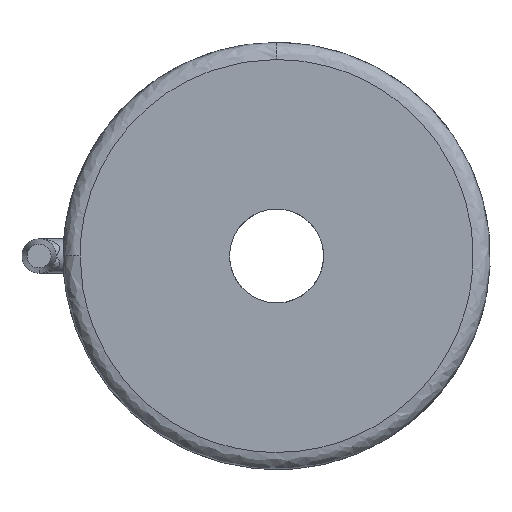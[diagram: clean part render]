
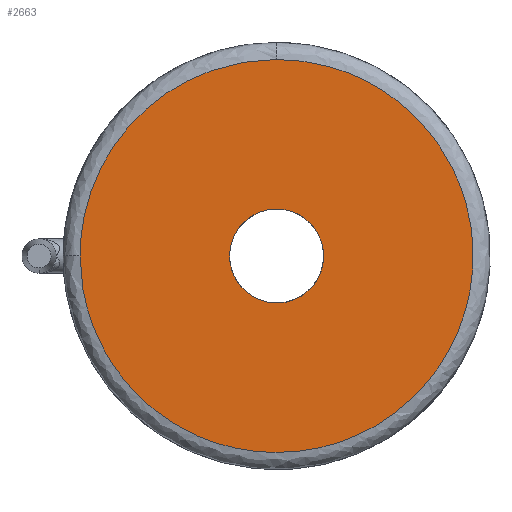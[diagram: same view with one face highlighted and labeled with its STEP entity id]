
A CAD part, front view. The second image highlights one B-rep face of the part: STEP entity #2663.
In plain terms, the highlighted planar face has unit normal (0, -1, 0).
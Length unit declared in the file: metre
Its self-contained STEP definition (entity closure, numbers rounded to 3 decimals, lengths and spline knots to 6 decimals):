
#1866=VERTEX_POINT('',#1867);
#1867=CARTESIAN_POINT('',(0.0,-0.002,0.0115));
#1875=CARTESIAN_POINT('',(-0.0115,-0.002,0.0));
#1877=EDGE_CURVE('',#1878,#1866,#1880,.T.);
#1878=VERTEX_POINT('',#1879);
#1879=CARTESIAN_POINT('',(-0.0115,-0.002,
  0.));
#1880=B_SPLINE_CURVE_WITH_KNOTS('',2,(#1875,#1881,#1882,#1883,#1884,#1885,
  #1886,#1887,#1888,#1889,#1890,#1891,#1892,#1893,#1894,#1895,#1896,
  #1897,#1898,#1899,#1900,#1901,#1902,#1903,#1904,#1905,#1906,#1907,
  #1908,#1909,#1910,#1911,#1912),.UNSPECIFIED.,.F.,.U.,(3,2,2,2,2,2,2,2,
  2,2,2,2,2,2,2,2,3),(0.0,0.0625,0.125,0.1875,0.25,0.3125,0.375,0.4375,
  0.5,0.5625,0.625,0.6875,0.75,0.8125,0.875,0.9375,1.0),.UNSPECIFIED.);
#1881=CARTESIAN_POINT('',(-0.0115,-0.002,-0.001706));
#1882=CARTESIAN_POINT('',(-0.011005,-0.002,-0.003338)
  );
#1883=CARTESIAN_POINT('',(-0.01051,-0.002,-0.00497)
  );
#1884=CARTESIAN_POINT('',(-0.009562,-0.002,-0.006389)
  );
#1885=CARTESIAN_POINT('',(-0.008615,-0.002,-0.007807));
#1886=CARTESIAN_POINT('',(-0.007296,-0.002,-0.00889));
#1887=CARTESIAN_POINT('',(-0.005978,-0.002,-0.009971));
#1888=CARTESIAN_POINT('',(-0.004401,-0.002,-0.010625)
  );
#1889=CARTESIAN_POINT('',(-0.002826,-0.002,-0.011277)
  );
#1890=CARTESIAN_POINT('',(-0.001127,-0.002,-0.011445)
  );
#1891=CARTESIAN_POINT('',(0.00057,-0.002,
  -0.011612));
#1892=CARTESIAN_POINT('',(0.002244,-0.002,-0.011279));
#1893=CARTESIAN_POINT('',(0.003916,-0.002,-0.010946));
#1894=CARTESIAN_POINT('',(0.005421,-0.002,-0.010142));
#1895=CARTESIAN_POINT('',(0.006925,-0.002,-0.009338));
#1896=CARTESIAN_POINT('',(0.008132,-0.002,-0.008132));
#1897=CARTESIAN_POINT('',(0.009338,-0.002,-0.006926));
#1898=CARTESIAN_POINT('',(0.010142,-0.002,-0.005421));
#1899=CARTESIAN_POINT('',(0.010946,-0.002,-0.003917));
#1900=CARTESIAN_POINT('',(0.011279,-0.002,-0.002244));
#1901=CARTESIAN_POINT('',(0.011612,-0.002,
  -0.000571));
#1902=CARTESIAN_POINT('',(0.011445,-0.002,0.001127));
#1903=CARTESIAN_POINT('',(0.011278,-0.002,0.002824));
#1904=CARTESIAN_POINT('',(0.010625,-0.002,0.004401));
#1905=CARTESIAN_POINT('',(0.009972,-0.002,0.005976));
#1906=CARTESIAN_POINT('',(0.00889,-0.002,0.007296));
#1907=CARTESIAN_POINT('',(0.007808,-0.002,0.008614));
#1908=CARTESIAN_POINT('',(0.006389,-0.002,0.009562));
#1909=CARTESIAN_POINT('',(0.004971,-0.002,0.010509));
#1910=CARTESIAN_POINT('',(0.003338,-0.002,0.011005));
#1911=CARTESIAN_POINT('',(0.001707,-0.002,0.0115));
#1912=CARTESIAN_POINT('',(0.0,-0.002,0.0115));
#2014=CARTESIAN_POINT('',(0.0,-0.002,0.0115));
#2015=EDGE_CURVE('',#1866,#1878,#2016,.T.);
#2016=B_SPLINE_CURVE_WITH_KNOTS('',2,(#2014,#2017,#2018,#2019,#2020,#2021,
  #2022,#2023,#2024),.UNSPECIFIED.,.F.,.U.,(3,2,2,2,3),(0.0,0.25,0.5,
  0.75,1.0),.UNSPECIFIED.);
#2017=CARTESIAN_POINT('',(-0.002288,-0.002,0.0115));
#2018=CARTESIAN_POINT('',(-0.004401,-0.002,0.010625));
#2019=CARTESIAN_POINT('',(-0.006514,-0.002,0.00975));
#2020=CARTESIAN_POINT('',(-0.008132,-0.002,0.008132));
#2021=CARTESIAN_POINT('',(-0.009749,-0.002,0.006515));
#2022=CARTESIAN_POINT('',(-0.010625,-0.002,0.004401));
#2023=CARTESIAN_POINT('',(-0.0115,-0.002,0.002289));
#2024=CARTESIAN_POINT('',(-0.0115,-0.002,0.0));
#2663=ADVANCED_FACE('',(#2669,#2673),#2664,.T.);
#2664=PLANE('',#2665);
#2665=AXIS2_PLACEMENT_3D('',#2666,#2667,#2668);
#2666=CARTESIAN_POINT('',(0.011638,-0.002,-0.011638));
#2667=DIRECTION('',(0.0,-1.0,0.0));
#2668=DIRECTION('',(0.0,0.0,1.0));
#2669=FACE_OUTER_BOUND('',#2670,.T.);
#2670=EDGE_LOOP('',(#2671,#2672));
#2671=ORIENTED_EDGE('',*,*,#1877,.T.);
#2672=ORIENTED_EDGE('',*,*,#2015,.T.);
#2673=FACE_BOUND('',#2674,.T.);
#2674=EDGE_LOOP('',(#2675,#2699));
#2675=ORIENTED_EDGE('',*,*,#2676,.T.);
#2676=EDGE_CURVE('',#2677,#2680,#2682,.T.);
#2677=VERTEX_POINT('',#2678);
#2678=CARTESIAN_POINT('',(0.,-0.002,
  0.00275));
#2679=CARTESIAN_POINT('',(0.0,-0.002,0.00275));
#2680=VERTEX_POINT('',#2681);
#2681=CARTESIAN_POINT('',(-0.00275,-0.002,0.0));
#2682=B_SPLINE_CURVE_WITH_KNOTS('',2,(#2679,#2683,#2684,#2685,#2686,#2687,
  #2688,#2689,#2690,#2691,#2692,#2693,#2694,#2695,#2696,#2697,#2698),
  .UNSPECIFIED.,.F.,.U.,(3,2,2,2,2,2,2,2,3),(0.0,0.125,0.25,0.375,0.5,
  0.625,0.75,0.875,1.0),.UNSPECIFIED.);
#2683=CARTESIAN_POINT('',(0.000834,-0.002,
  0.00275));
#2684=CARTESIAN_POINT('',(0.001528,-0.002,0.002287));
#2685=CARTESIAN_POINT('',(0.002221,-0.002,0.001824));
#2686=CARTESIAN_POINT('',(0.002541,-0.002,0.001052));
#2687=CARTESIAN_POINT('',(0.00286,-0.002,
  0.000282));
#2688=CARTESIAN_POINT('',(0.002697,-0.002,
  -0.000536));
#2689=CARTESIAN_POINT('',(0.002535,-0.002,-0.001354));
#2690=CARTESIAN_POINT('',(0.001945,-0.002,-0.001945));
#2691=CARTESIAN_POINT('',(0.001355,-0.002,-0.002534));
#2692=CARTESIAN_POINT('',(0.000536,-0.002,
  -0.002697));
#2693=CARTESIAN_POINT('',(-0.000281,-0.002,
  -0.00286));
#2694=CARTESIAN_POINT('',(-0.001052,-0.002,-0.002541));
#2695=CARTESIAN_POINT('',(-0.001822,-0.002,-0.002222)
  );
#2696=CARTESIAN_POINT('',(-0.002287,-0.002,-0.001528)
  );
#2697=CARTESIAN_POINT('',(-0.00275,-0.002,
  -0.000835));
#2698=CARTESIAN_POINT('',(-0.00275,-0.002,0.0));
#2699=ORIENTED_EDGE('',*,*,#2701,.T.);
#2700=CARTESIAN_POINT('',(-0.00275,-0.002,0.0));
#2701=EDGE_CURVE('',#2680,#2677,#2702,.T.);
#2702=B_SPLINE_CURVE_WITH_KNOTS('',2,(#2700,#2703,#2704,#2705,#2706,#2707,
  #2708,#2709,#2710),.UNSPECIFIED.,.F.,.U.,(3,2,2,2,3),(0.0,0.25,0.5,
  0.75,1.0),.UNSPECIFIED.);
#2703=CARTESIAN_POINT('',(-0.00275,-0.002,
  0.000547));
#2704=CARTESIAN_POINT('',(-0.002541,-0.002,0.001052));
#2705=CARTESIAN_POINT('',(-0.002332,-0.002,0.001557));
#2706=CARTESIAN_POINT('',(-0.001945,-0.002,0.001945));
#2707=CARTESIAN_POINT('',(-0.001558,-0.002,0.002331));
#2708=CARTESIAN_POINT('',(-0.001052,-0.002,0.002541));
#2709=CARTESIAN_POINT('',(-0.000548,-0.002,
  0.00275));
#2710=CARTESIAN_POINT('',(0.0,-0.002,0.00275));
